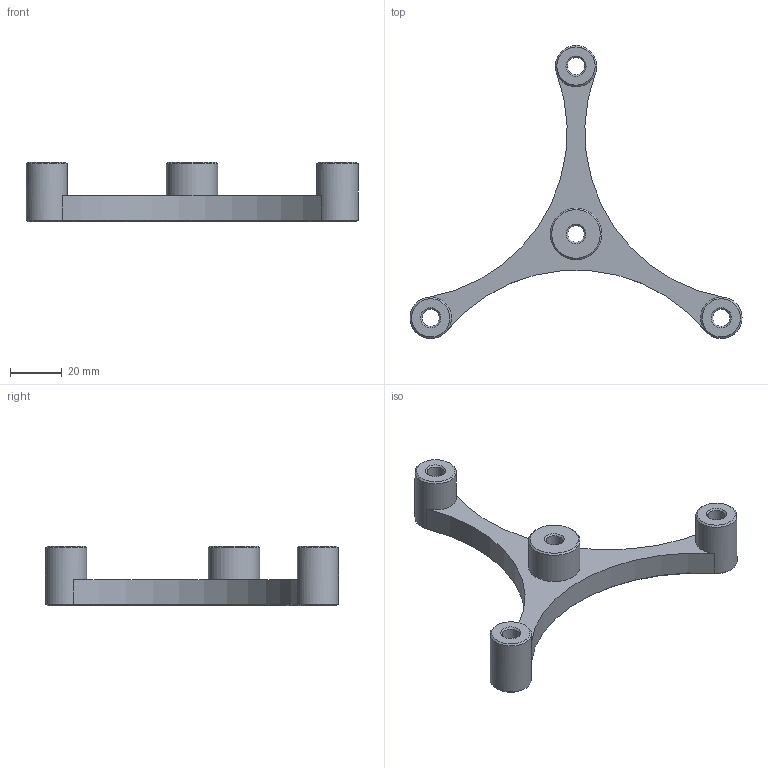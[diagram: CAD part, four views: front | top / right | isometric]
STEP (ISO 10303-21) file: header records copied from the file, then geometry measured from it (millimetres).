
FILE_DESCRIPTION(('FreeCAD Model'),'2;1');
FILE_NAME('Open CASCADE Shape Model','2024-01-05T11:18:59',(''),(''), 'Open CASCADE STEP processor 7.6','FreeCAD','Unknown');
FILE_SCHEMA(('AUTOMOTIVE_DESIGN { 1 0 10303 214 1 1 1 1 }'));
Length unit declared in the file: millimetre
Products named in the file (1): Body
Bounding box: 128.58 x 113.5 x 23 mm (x, y, z)
Volume: 34138.4 mm3; surface area: 13567.7 mm2
Topology: 1 solids, 1 shells, 37 faces, 82 edges, 48 vertices
Faces by surface type: cone 20, cylinder 11, plane 6
Full cylindrical faces by diameter (mm): 6.4 x1, 6.6 x3, 16 x3, 20 x1
Entity records: 1055 total; most frequent: DIRECTION 199, CARTESIAN_POINT 175, ORIENTED_EDGE 164, AXIS2_PLACEMENT_3D 86, EDGE_CURVE 82, VERTEX_POINT 48, CIRCLE 48, FACE_BOUND 46
